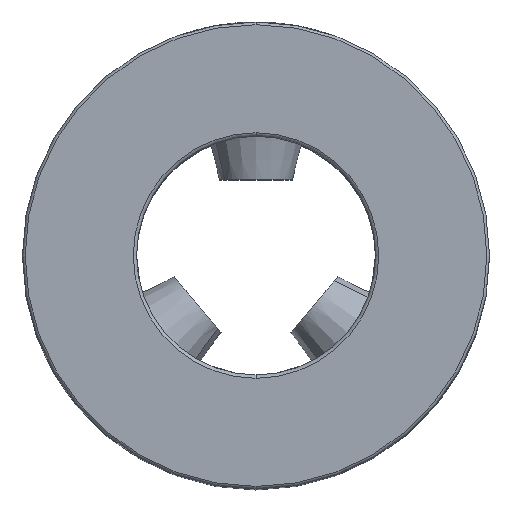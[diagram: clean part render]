
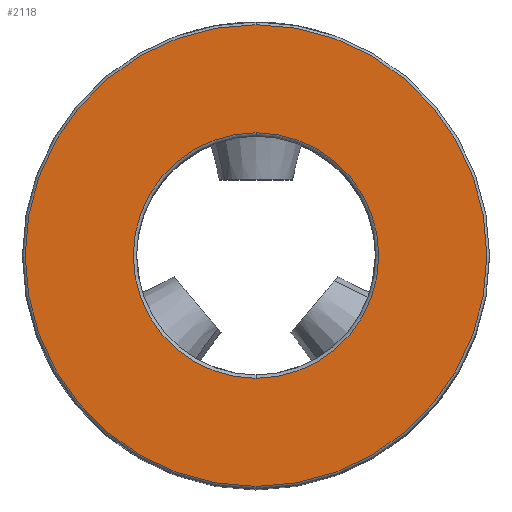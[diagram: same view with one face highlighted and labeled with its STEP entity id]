
A CAD part, top view. The second image highlights one B-rep face of the part: STEP entity #2118.
In plain terms, the highlighted planar face has unit normal (0, 0, 1).
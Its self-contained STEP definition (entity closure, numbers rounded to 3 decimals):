
#902=VERTEX_POINT('NONE',#2614);
#1194=VERTEX_POINT('NONE',#2935);
#1262=EDGE_CURVE('NONE',#1304,#1620,#3008,.T.);
#1304=VERTEX_POINT('NONE',#3053);
#1360=EDGE_CURVE('NONE',#902,#1194,#3116,.T.);
#1620=VERTEX_POINT('NONE',#3403);
#1714=EDGE_CURVE('NONE',#1194,#902,#3506,.T.);
#2118=ADVANCED_FACE('NONE',(#3954,#3955),#3956,.T.);
#2234=EDGE_CURVE('NONE',#1620,#1304,#4097,.T.);
#2614=CARTESIAN_POINT('',(0.,44.478,0.));
#2935=CARTESIAN_POINT('',(0.,-44.478,0.));
#3008=CIRCLE('',#5276,23.648);
#3053=CARTESIAN_POINT('',(0.,-23.648,0.));
#3116=CIRCLE('',#5534,44.478);
#3403=CARTESIAN_POINT('',(0.,23.648,0.));
#3506=CIRCLE('',#6182,44.478);
#3954=FACE_OUTER_BOUND('',#7117,.T.);
#3955=FACE_BOUND('',#7118,.T.);
#3956=PLANE('',#7119);
#4097=CIRCLE('',#7363,23.648);
#5276=AXIS2_PLACEMENT_3D('',#8696,#8697,#8698);
#5534=AXIS2_PLACEMENT_3D('',#8801,#8802,#8803);
#6182=AXIS2_PLACEMENT_3D('',#9248,#9249,#9250);
#7117=EDGE_LOOP('',(#9776,#9777));
#7118=EDGE_LOOP('',(#9778,#9779));
#7119=AXIS2_PLACEMENT_3D('',#9780,#9781,#9782);
#7363=AXIS2_PLACEMENT_3D('',#10028,#10029,#10030);
#8696=CARTESIAN_POINT('',(0.,0.0,0.));
#8697=DIRECTION('',(0.,0.0,1.0));
#8698=DIRECTION('',(-1.0,0.0,0.));
#8801=CARTESIAN_POINT('',(0.,0.0,0.));
#8802=DIRECTION('',(0.,0.0,1.0));
#8803=DIRECTION('',(1.0,0.0,0.));
#9248=CARTESIAN_POINT('',(0.,0.0,0.));
#9249=DIRECTION('',(0.,0.0,1.0));
#9250=DIRECTION('',(1.0,0.0,0.));
#9776=ORIENTED_EDGE('',*,*,#1360,.T.);
#9777=ORIENTED_EDGE('',*,*,#1714,.T.);
#9778=ORIENTED_EDGE('',*,*,#1262,.F.);
#9779=ORIENTED_EDGE('',*,*,#2234,.F.);
#9780=CARTESIAN_POINT('',(0.,0.0,0.));
#9781=DIRECTION('',(0.,0.0,1.0));
#9782=DIRECTION('',(-1.0,0.0,0.));
#10028=CARTESIAN_POINT('',(0.,0.0,0.));
#10029=DIRECTION('',(0.,0.0,1.0));
#10030=DIRECTION('',(-1.0,0.0,0.));
